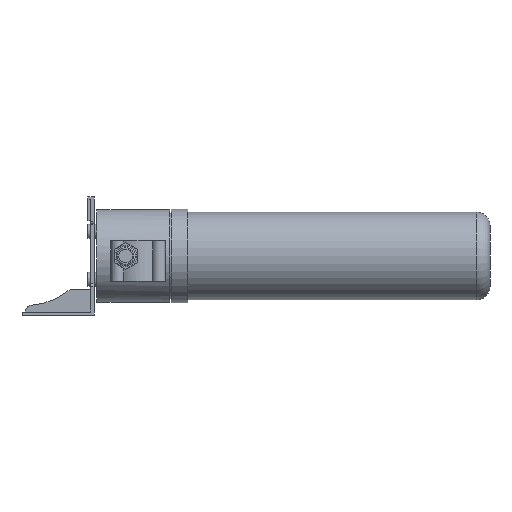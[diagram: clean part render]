
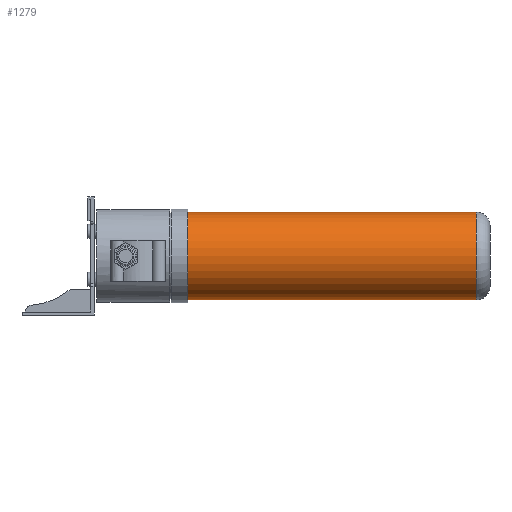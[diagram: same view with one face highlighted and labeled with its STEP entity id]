
A CAD part, left-side view. The second image highlights one B-rep face of the part: STEP entity #1279.
In plain terms, the highlighted cylindrical face has radius 32 mm (diameter 64 mm), a partial arc.
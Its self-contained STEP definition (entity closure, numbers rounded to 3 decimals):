
#53 = CARTESIAN_POINT ( 'NONE',  ( 0., 10., -32. ) ) ;
#185 = CARTESIAN_POINT ( 'NONE',  ( 0., 220., 0. ) ) ;
#267 = LINE ( 'NONE', #692, #6380 ) ;
#331 = AXIS2_PLACEMENT_3D ( 'NONE', #8994, #5740, #5041 ) ;
#637 = LINE ( 'NONE', #8731, #5383 ) ;
#692 = CARTESIAN_POINT ( 'NONE',  ( 0., 220., -32. ) ) ;
#726 = VERTEX_POINT ( 'NONE', #2677 ) ;
#901 = DIRECTION ( 'NONE',  ( 0., 1., 0. ) ) ;
#1279 = ADVANCED_FACE ( 'NONE', ( #1911 ), #7275, .T. ) ;
#1562 = DIRECTION ( 'NONE',  ( 0., -1., 0. ) ) ;
#1790 = ORIENTED_EDGE ( 'NONE', *, *, #3922, .T. ) ;
#1911 = FACE_OUTER_BOUND ( 'NONE', #4611, .T. ) ;
#2259 = DIRECTION ( 'NONE',  ( 0., -1., 0. ) ) ;
#2548 = CARTESIAN_POINT ( 'NONE',  ( 0., 220., -32. ) ) ;
#2677 = CARTESIAN_POINT ( 'NONE',  ( 0., 10., 32. ) ) ;
#2703 = EDGE_CURVE ( 'NONE', #7036, #726, #637, .T. ) ;
#2742 = ORIENTED_EDGE ( 'NONE', *, *, #2703, .F. ) ;
#2943 = VERTEX_POINT ( 'NONE', #53 ) ;
#3362 = VERTEX_POINT ( 'NONE', #2548 ) ;
#3514 = AXIS2_PLACEMENT_3D ( 'NONE', #185, #901, #8836 ) ;
#3922 = EDGE_CURVE ( 'NONE', #3362, #2943, #267, .T. ) ;
#4444 = CIRCLE ( 'NONE', #6948, 32. ) ;
#4611 = EDGE_LOOP ( 'NONE', ( #2742, #4862, #1790, #5787 ) ) ;
#4862 = ORIENTED_EDGE ( 'NONE', *, *, #6143, .F. ) ;
#4928 = DIRECTION ( 'NONE',  ( 0., 0., 1. ) ) ;
#5041 = DIRECTION ( 'NONE',  ( 0., 0., -1. ) ) ;
#5383 = VECTOR ( 'NONE', #1562, 1000. ) ;
#5628 = CARTESIAN_POINT ( 'NONE',  ( 0., 10., 0. ) ) ;
#5740 = DIRECTION ( 'NONE',  ( 0., -1., 0. ) ) ;
#5787 = ORIENTED_EDGE ( 'NONE', *, *, #8534, .T. ) ;
#6143 = EDGE_CURVE ( 'NONE', #3362, #7036, #9606, .T. ) ;
#6380 = VECTOR ( 'NONE', #2259, 1000. ) ;
#6948 = AXIS2_PLACEMENT_3D ( 'NONE', #5628, #8077, #4928 ) ;
#7036 = VERTEX_POINT ( 'NONE', #7469 ) ;
#7275 = CYLINDRICAL_SURFACE ( 'NONE', #331, 32. ) ;
#7469 = CARTESIAN_POINT ( 'NONE',  ( 0., 220., 32. ) ) ;
#8077 = DIRECTION ( 'NONE',  ( 0., 1., 0. ) ) ;
#8534 = EDGE_CURVE ( 'NONE', #2943, #726, #4444, .T. ) ;
#8731 = CARTESIAN_POINT ( 'NONE',  ( 0., 220., 32. ) ) ;
#8836 = DIRECTION ( 'NONE',  ( 0., 0., 1. ) ) ;
#8994 = CARTESIAN_POINT ( 'NONE',  ( 0., 220., 0. ) ) ;
#9606 = CIRCLE ( 'NONE', #3514, 32. ) ;
